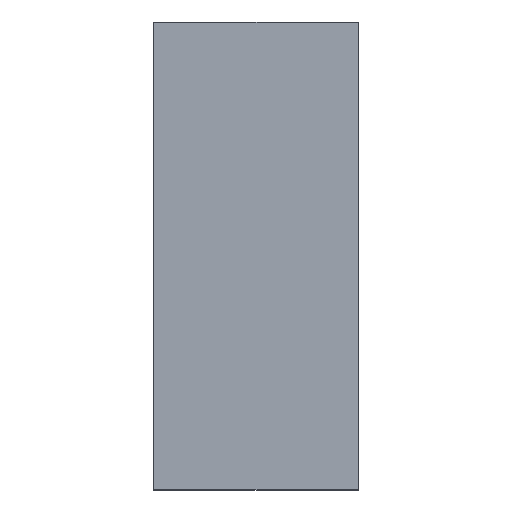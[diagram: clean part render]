
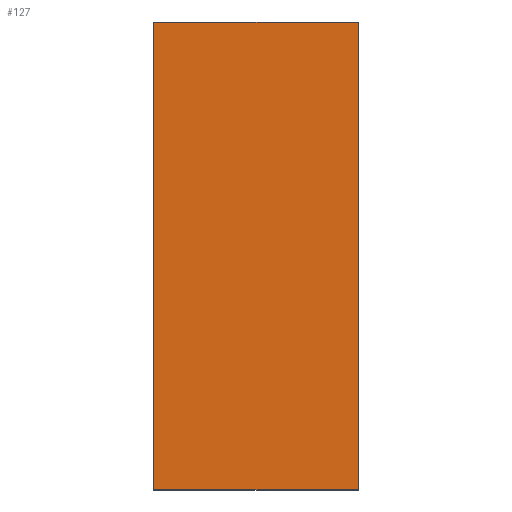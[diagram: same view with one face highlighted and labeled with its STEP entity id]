
A CAD part, left-side view. The second image highlights one B-rep face of the part: STEP entity #127.
In plain terms, the highlighted planar face has unit normal (-1, 0, 0).
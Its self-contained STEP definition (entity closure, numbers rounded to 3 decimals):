
#17 = VECTOR ( 'NONE', #201, 1000. ) ;
#20 = DIRECTION ( 'NONE',  ( 0., 0., -1. ) ) ;
#31 = DIRECTION ( 'NONE',  ( 0., -1., 0. ) ) ;
#39 = VERTEX_POINT ( 'NONE', #223 ) ;
#42 = DIRECTION ( 'NONE',  ( 0., -1., 0. ) ) ;
#45 = VECTOR ( 'NONE', #31, 1000. ) ;
#46 = PLANE ( 'NONE',  #125 ) ;
#49 = ORIENTED_EDGE ( 'NONE', *, *, #280, .T. ) ;
#67 = CARTESIAN_POINT ( 'NONE',  ( -225., 17.5, 80. ) ) ;
#72 = EDGE_CURVE ( 'NONE', #137, #93, #179, .T. ) ;
#73 = LINE ( 'NONE', #95, #178 ) ;
#93 = VERTEX_POINT ( 'NONE', #116 ) ;
#95 = CARTESIAN_POINT ( 'NONE',  ( -225., 17.5, 80. ) ) ;
#116 = CARTESIAN_POINT ( 'NONE',  ( -225., 17.5, 80. ) ) ;
#125 = AXIS2_PLACEMENT_3D ( 'NONE', #180, #126, #20 ) ;
#126 = DIRECTION ( 'NONE',  ( 1., 0., 0. ) ) ;
#127 = ADVANCED_FACE ( 'NONE', ( #206 ), #46, .F. ) ;
#130 = CARTESIAN_POINT ( 'NONE',  ( -225., -17.5, 80. ) ) ;
#131 = EDGE_CURVE ( 'NONE', #93, #298, #73, .T. ) ;
#137 = VERTEX_POINT ( 'NONE', #152 ) ;
#152 = CARTESIAN_POINT ( 'NONE',  ( -225., 17.5, 0. ) ) ;
#178 = VECTOR ( 'NONE', #42, 1000. ) ;
#179 = LINE ( 'NONE', #67, #17 ) ;
#180 = CARTESIAN_POINT ( 'NONE',  ( -225., 17.5, 80. ) ) ;
#191 = LINE ( 'NONE', #269, #45 ) ;
#194 = EDGE_LOOP ( 'NONE', ( #49, #322, #250, #301 ) ) ;
#201 = DIRECTION ( 'NONE',  ( 0., 0., 1. ) ) ;
#206 = FACE_OUTER_BOUND ( 'NONE', #194, .T. ) ;
#223 = CARTESIAN_POINT ( 'NONE',  ( -225., -17.5, 0. ) ) ;
#234 = DIRECTION ( 'NONE',  ( 0., 0., 1. ) ) ;
#240 = CARTESIAN_POINT ( 'NONE',  ( -225., -17.5, 80. ) ) ;
#250 = ORIENTED_EDGE ( 'NONE', *, *, #72, .F. ) ;
#269 = CARTESIAN_POINT ( 'NONE',  ( -225., 17.5, 0. ) ) ;
#280 = EDGE_CURVE ( 'NONE', #39, #298, #293, .T. ) ;
#293 = LINE ( 'NONE', #130, #306 ) ;
#298 = VERTEX_POINT ( 'NONE', #240 ) ;
#301 = ORIENTED_EDGE ( 'NONE', *, *, #330, .T. ) ;
#306 = VECTOR ( 'NONE', #234, 1000. ) ;
#322 = ORIENTED_EDGE ( 'NONE', *, *, #131, .F. ) ;
#330 = EDGE_CURVE ( 'NONE', #137, #39, #191, .T. ) ;
